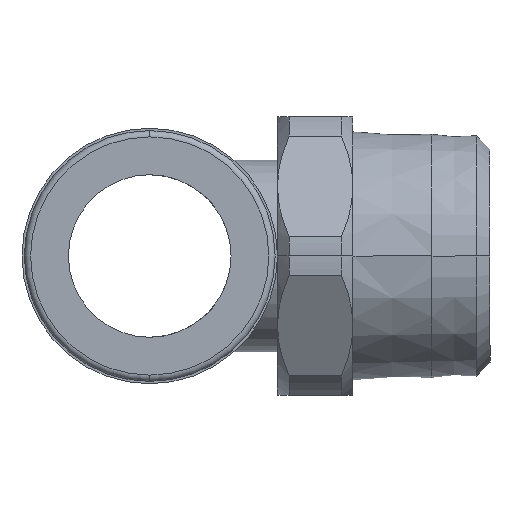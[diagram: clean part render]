
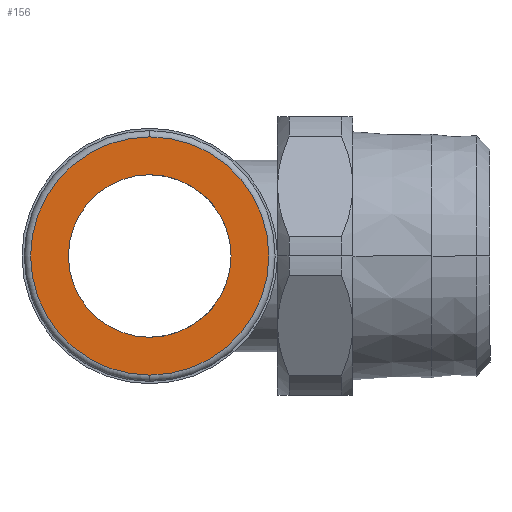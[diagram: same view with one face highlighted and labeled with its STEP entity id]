
A CAD part, left-side view. The second image highlights one B-rep face of the part: STEP entity #156.
In plain terms, the highlighted planar face has unit normal (-1, 0, 0).
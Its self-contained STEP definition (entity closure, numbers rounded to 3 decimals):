
#156=ADVANCED_FACE('',(#398,#399),#400,.T.);
#398=FACE_BOUND('',#651,.T.);
#399=FACE_OUTER_BOUND('',#652,.T.);
#400=PLANE('',#653);
#651=EDGE_LOOP('',(#1550,#1551));
#652=EDGE_LOOP('',(#1552,#1553,#1554));
#653=AXIS2_PLACEMENT_3D('',#1555,#1556,#1557);
#1550=ORIENTED_EDGE('',*,*,#1744,.T.);
#1551=ORIENTED_EDGE('',*,*,#1835,.T.);
#1552=ORIENTED_EDGE('',*,*,#1913,.T.);
#1553=ORIENTED_EDGE('',*,*,#1661,.T.);
#1554=ORIENTED_EDGE('',*,*,#1914,.T.);
#1555=CARTESIAN_POINT('',(-35.0,5.13,0.));
#1556=DIRECTION('',(-1.0,0.,0.));
#1557=DIRECTION('',(0.,1.0,0.));
#1661=EDGE_CURVE('',#1984,#1990,#1992,.T.);
#1744=EDGE_CURVE('',#2146,#2143,#2147,.T.);
#1835=EDGE_CURVE('',#2143,#2146,#2291,.T.);
#1913=EDGE_CURVE('',#2400,#1984,#2401,.T.);
#1914=EDGE_CURVE('',#1990,#2400,#2402,.T.);
#1984=VERTEX_POINT('',#2496);
#1990=VERTEX_POINT('',#2502);
#1992=CIRCLE('',#2504,10.26);
#2143=VERTEX_POINT('',#2749);
#2146=VERTEX_POINT('',#2753);
#2147=CIRCLE('',#2754,7.0);
#2291=CIRCLE('',#3204,7.0);
#2400=VERTEX_POINT('',#3543);
#2401=CIRCLE('',#3544,10.26);
#2402=CIRCLE('',#3545,10.26);
#2496=CARTESIAN_POINT('',(-35.0,0.,-10.26));
#2502=CARTESIAN_POINT('',(-35.0,0.,10.26));
#2504=AXIS2_PLACEMENT_3D('',#3647,#3648,#3649);
#2749=CARTESIAN_POINT('',(-35.0,0.0,-7.0));
#2753=CARTESIAN_POINT('',(-35.0,0.0,7.0));
#2754=AXIS2_PLACEMENT_3D('',#3812,#3813,#3814);
#3204=AXIS2_PLACEMENT_3D('',#3938,#3939,#3940);
#3543=CARTESIAN_POINT('',(-35.0,10.26,0.));
#3544=AXIS2_PLACEMENT_3D('',#4092,#4093,#4094);
#3545=AXIS2_PLACEMENT_3D('',#4095,#4096,#4097);
#3647=CARTESIAN_POINT('',(-35.0,0.,0.));
#3648=DIRECTION('',(-1.0,0.,0.));
#3649=DIRECTION('',(0.,1.0,0.));
#3812=CARTESIAN_POINT('',(-35.0,0.0,0.0));
#3813=DIRECTION('',(1.0,0.,0.));
#3814=DIRECTION('',(0.0,0.,-1.0));
#3938=CARTESIAN_POINT('',(-35.0,0.0,0.0));
#3939=DIRECTION('',(1.0,0.,0.));
#3940=DIRECTION('',(0.0,0.,-1.0));
#4092=CARTESIAN_POINT('',(-35.0,0.,0.));
#4093=DIRECTION('',(-1.0,0.,0.));
#4094=DIRECTION('',(0.,1.0,0.));
#4095=CARTESIAN_POINT('',(-35.0,0.,0.));
#4096=DIRECTION('',(-1.0,0.,0.));
#4097=DIRECTION('',(0.,1.0,0.));
